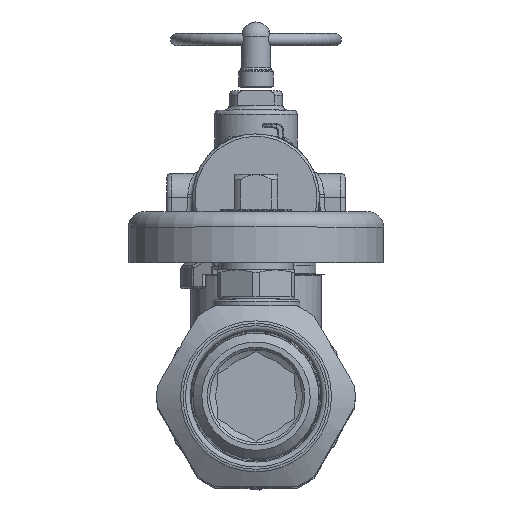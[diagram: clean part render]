
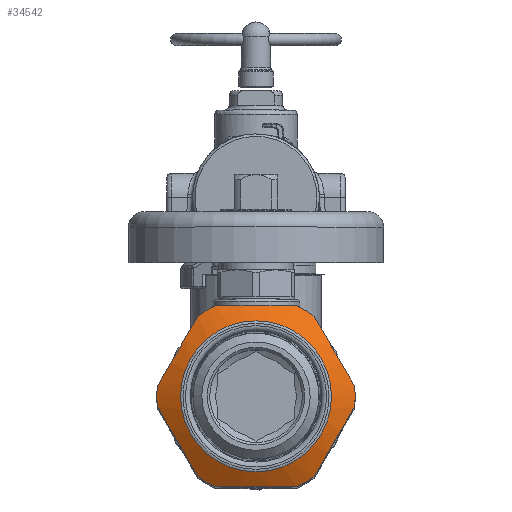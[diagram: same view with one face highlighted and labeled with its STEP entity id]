
A CAD part, top view. The second image highlights one B-rep face of the part: STEP entity #34542.
In plain terms, the highlighted conical face has half-angle 60 degrees and reference radius 17.78 mm.
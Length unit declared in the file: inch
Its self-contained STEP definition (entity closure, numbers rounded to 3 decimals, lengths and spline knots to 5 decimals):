
#82=(
BOUNDED_CURVE()
B_SPLINE_CURVE(2,(#132663,#132664,#132665),.UNSPECIFIED.,.F.,.F.)
B_SPLINE_CURVE_WITH_KNOTS((3,3),(0.,1.67512),.UNSPECIFIED.)
CURVE()
GEOMETRIC_REPRESENTATION_ITEM()
RATIONAL_B_SPLINE_CURVE((1.,1.096,1.))
REPRESENTATION_ITEM('')
);
#83=(
BOUNDED_CURVE()
B_SPLINE_CURVE(2,(#132669,#132670,#132671),.UNSPECIFIED.,.F.,.F.)
B_SPLINE_CURVE_WITH_KNOTS((3,3),(0.,1.67512),.UNSPECIFIED.)
CURVE()
GEOMETRIC_REPRESENTATION_ITEM()
RATIONAL_B_SPLINE_CURVE((1.,1.096,1.))
REPRESENTATION_ITEM('')
);
#84=(
BOUNDED_CURVE()
B_SPLINE_CURVE(2,(#132675,#132676,#132677),.UNSPECIFIED.,.F.,.F.)
B_SPLINE_CURVE_WITH_KNOTS((3,3),(0.,1.67512),.UNSPECIFIED.)
CURVE()
GEOMETRIC_REPRESENTATION_ITEM()
RATIONAL_B_SPLINE_CURVE((1.,1.096,1.))
REPRESENTATION_ITEM('')
);
#85=(
BOUNDED_CURVE()
B_SPLINE_CURVE(2,(#132681,#132682,#132683),.UNSPECIFIED.,.F.,.F.)
B_SPLINE_CURVE_WITH_KNOTS((3,3),(0.,1.67512),.UNSPECIFIED.)
CURVE()
GEOMETRIC_REPRESENTATION_ITEM()
RATIONAL_B_SPLINE_CURVE((1.,1.096,1.))
REPRESENTATION_ITEM('')
);
#86=(
BOUNDED_CURVE()
B_SPLINE_CURVE(2,(#132687,#132688,#132689),.UNSPECIFIED.,.F.,.F.)
B_SPLINE_CURVE_WITH_KNOTS((3,3),(0.,1.67512),.UNSPECIFIED.)
CURVE()
GEOMETRIC_REPRESENTATION_ITEM()
RATIONAL_B_SPLINE_CURVE((1.,1.096,1.))
REPRESENTATION_ITEM('')
);
#87=(
BOUNDED_CURVE()
B_SPLINE_CURVE(2,(#132693,#132694,#132695),.UNSPECIFIED.,.F.,.F.)
B_SPLINE_CURVE_WITH_KNOTS((3,3),(0.,1.67512),.UNSPECIFIED.)
CURVE()
GEOMETRIC_REPRESENTATION_ITEM()
RATIONAL_B_SPLINE_CURVE((1.,1.096,1.))
REPRESENTATION_ITEM('')
);
#2859=CONICAL_SURFACE('',#37998,0.7,1.047);
#4812=FACE_OUTER_BOUND('',#7140,.T.);
#7140=EDGE_LOOP('',(#29791,#29792,#29793,#29794,#29795,#29796,#29797,#29798,
#29799,#29800,#29801,#29802,#29803,#29804,#29805,#29806));
#10697=CIRCLE('',#37995,0.60928);
#10699=CIRCLE('',#37999,0.8);
#10700=CIRCLE('',#38000,0.8);
#10701=CIRCLE('',#38001,0.8);
#10702=CIRCLE('',#38002,0.8);
#10703=CIRCLE('',#38003,0.8);
#10704=CIRCLE('',#38004,0.8);
#10705=CIRCLE('',#38005,0.8);
#12014=LINE('',#132659,#13196);
#13196=VECTOR('',#45252,0.7);
#15866=VERTEX_POINT('',#132651);
#15868=VERTEX_POINT('',#132658);
#15869=VERTEX_POINT('',#132660);
#15870=VERTEX_POINT('',#132662);
#15871=VERTEX_POINT('',#132666);
#15872=VERTEX_POINT('',#132668);
#15873=VERTEX_POINT('',#132672);
#15874=VERTEX_POINT('',#132674);
#15875=VERTEX_POINT('',#132678);
#15876=VERTEX_POINT('',#132680);
#15877=VERTEX_POINT('',#132684);
#15878=VERTEX_POINT('',#132686);
#15879=VERTEX_POINT('',#132690);
#15880=VERTEX_POINT('',#132692);
#20573=EDGE_CURVE('',#15866,#15866,#10697,.T.);
#20575=EDGE_CURVE('',#15866,#15868,#12014,.T.);
#20576=EDGE_CURVE('',#15869,#15868,#10699,.T.);
#20577=EDGE_CURVE('',#15870,#15869,#82,.T.);
#20578=EDGE_CURVE('',#15871,#15870,#10700,.T.);
#20579=EDGE_CURVE('',#15872,#15871,#83,.T.);
#20580=EDGE_CURVE('',#15873,#15872,#10701,.T.);
#20581=EDGE_CURVE('',#15874,#15873,#84,.T.);
#20582=EDGE_CURVE('',#15875,#15874,#10702,.T.);
#20583=EDGE_CURVE('',#15876,#15875,#85,.T.);
#20584=EDGE_CURVE('',#15877,#15876,#10703,.T.);
#20585=EDGE_CURVE('',#15878,#15877,#86,.T.);
#20586=EDGE_CURVE('',#15879,#15878,#10704,.T.);
#20587=EDGE_CURVE('',#15880,#15879,#87,.T.);
#20588=EDGE_CURVE('',#15868,#15880,#10705,.T.);
#29791=ORIENTED_EDGE('',*,*,#20573,.F.);
#29792=ORIENTED_EDGE('',*,*,#20575,.T.);
#29793=ORIENTED_EDGE('',*,*,#20576,.F.);
#29794=ORIENTED_EDGE('',*,*,#20577,.F.);
#29795=ORIENTED_EDGE('',*,*,#20578,.F.);
#29796=ORIENTED_EDGE('',*,*,#20579,.F.);
#29797=ORIENTED_EDGE('',*,*,#20580,.F.);
#29798=ORIENTED_EDGE('',*,*,#20581,.F.);
#29799=ORIENTED_EDGE('',*,*,#20582,.F.);
#29800=ORIENTED_EDGE('',*,*,#20583,.F.);
#29801=ORIENTED_EDGE('',*,*,#20584,.F.);
#29802=ORIENTED_EDGE('',*,*,#20585,.F.);
#29803=ORIENTED_EDGE('',*,*,#20586,.F.);
#29804=ORIENTED_EDGE('',*,*,#20587,.F.);
#29805=ORIENTED_EDGE('',*,*,#20588,.F.);
#29806=ORIENTED_EDGE('',*,*,#20575,.F.);
#34542=ADVANCED_FACE('',(#4812),#2859,.T.);
#37995=AXIS2_PLACEMENT_3D('',#132653,#45244,#45245);
#37998=AXIS2_PLACEMENT_3D('',#132657,#45250,#45251);
#37999=AXIS2_PLACEMENT_3D('',#132661,#45253,#45254);
#38000=AXIS2_PLACEMENT_3D('',#132667,#45255,#45256);
#38001=AXIS2_PLACEMENT_3D('',#132673,#45257,#45258);
#38002=AXIS2_PLACEMENT_3D('',#132679,#45259,#45260);
#38003=AXIS2_PLACEMENT_3D('',#132685,#45261,#45262);
#38004=AXIS2_PLACEMENT_3D('',#132691,#45263,#45264);
#38005=AXIS2_PLACEMENT_3D('',#132696,#45265,#45266);
#45244=DIRECTION('center_axis',(0.,0.,
1.));
#45245=DIRECTION('ref_axis',(-1.,0.,0.));
#45250=DIRECTION('center_axis',(0.,0.,-1.));
#45251=DIRECTION('ref_axis',(1.,0.,0.));
#45252=DIRECTION('',(-0.866,0.,-0.5));
#45253=DIRECTION('center_axis',(0.,0.,-1.));
#45254=DIRECTION('ref_axis',(-1.,0.,0.));
#45255=DIRECTION('center_axis',(0.,0.,-1.));
#45256=DIRECTION('ref_axis',(-1.,0.,0.));
#45257=DIRECTION('center_axis',(0.,0.,-1.));
#45258=DIRECTION('ref_axis',(-1.,0.,0.));
#45259=DIRECTION('center_axis',(0.,0.,-1.));
#45260=DIRECTION('ref_axis',(-1.,0.,0.));
#45261=DIRECTION('center_axis',(0.,0.,-1.));
#45262=DIRECTION('ref_axis',(-1.,0.,0.));
#45263=DIRECTION('center_axis',(0.,0.,-1.));
#45264=DIRECTION('ref_axis',(-1.,0.,0.));
#45265=DIRECTION('center_axis',(0.,0.,-1.));
#45266=DIRECTION('ref_axis',(-1.,0.,0.));
#132651=CARTESIAN_POINT('',(-0.60928,0.,0.62464));
#132653=CARTESIAN_POINT('Origin',(0.,0.,
0.62464));
#132657=CARTESIAN_POINT('Origin',(0.,0.,0.57226));
#132658=CARTESIAN_POINT('',(-0.8,0.,0.51453));
#132659=CARTESIAN_POINT('',(-0.7,0.,0.57226));
#132660=CARTESIAN_POINT('',(-0.79583,-0.08158,0.51453));
#132661=CARTESIAN_POINT('Origin',(0.,0.,0.51453));
#132662=CARTESIAN_POINT('',(-0.46857,-0.64842,0.51453));
#132663=CARTESIAN_POINT('Ctrl Pts',(-0.46857,-0.64842,
0.51453));
#132664=CARTESIAN_POINT('Ctrl Pts',(-0.6322,-0.365,0.59182));
#132665=CARTESIAN_POINT('Ctrl Pts',(-0.79583,-0.08158,
0.51453));
#132666=CARTESIAN_POINT('',(-0.32726,-0.73,0.51453));
#132667=CARTESIAN_POINT('Origin',(0.,0.,0.51453));
#132668=CARTESIAN_POINT('',(0.32726,-0.73,0.51453));
#132669=CARTESIAN_POINT('Ctrl Pts',(0.32726,-0.73,0.51453));
#132670=CARTESIAN_POINT('Ctrl Pts',(0.,-0.73,0.59182));
#132671=CARTESIAN_POINT('Ctrl Pts',(-0.32726,-0.73,0.51453));
#132672=CARTESIAN_POINT('',(0.46857,-0.64842,0.51453));
#132673=CARTESIAN_POINT('Origin',(0.,0.,0.51453));
#132674=CARTESIAN_POINT('',(0.79583,-0.08158,0.51453));
#132675=CARTESIAN_POINT('Ctrl Pts',(0.79583,-0.08158,
0.51453));
#132676=CARTESIAN_POINT('Ctrl Pts',(0.6322,-0.365,
0.59182));
#132677=CARTESIAN_POINT('Ctrl Pts',(0.46857,-0.64842,
0.51453));
#132678=CARTESIAN_POINT('',(0.79583,0.08158,0.51453));
#132679=CARTESIAN_POINT('Origin',(0.,0.,0.51453));
#132680=CARTESIAN_POINT('',(0.46857,0.64842,0.51453));
#132681=CARTESIAN_POINT('Ctrl Pts',(0.46857,0.64842,
0.51453));
#132682=CARTESIAN_POINT('Ctrl Pts',(0.6322,0.365,0.59182));
#132683=CARTESIAN_POINT('Ctrl Pts',(0.79583,0.08158,
0.51453));
#132684=CARTESIAN_POINT('',(0.32726,0.73,0.51453));
#132685=CARTESIAN_POINT('Origin',(0.,0.,0.51453));
#132686=CARTESIAN_POINT('',(-0.32726,0.73,0.51453));
#132687=CARTESIAN_POINT('Ctrl Pts',(-0.32726,0.73,
0.51453));
#132688=CARTESIAN_POINT('Ctrl Pts',(0.,0.73,0.59182));
#132689=CARTESIAN_POINT('Ctrl Pts',(0.32726,0.73,0.51453));
#132690=CARTESIAN_POINT('',(-0.46857,0.64842,0.51453));
#132691=CARTESIAN_POINT('Origin',(0.,0.,0.51453));
#132692=CARTESIAN_POINT('',(-0.79583,0.08158,0.51453));
#132693=CARTESIAN_POINT('Ctrl Pts',(-0.79583,0.08158,
0.51453));
#132694=CARTESIAN_POINT('Ctrl Pts',(-0.6322,0.365,
0.59182));
#132695=CARTESIAN_POINT('Ctrl Pts',(-0.46857,0.64842,
0.51453));
#132696=CARTESIAN_POINT('Origin',(0.,0.,0.51453));
